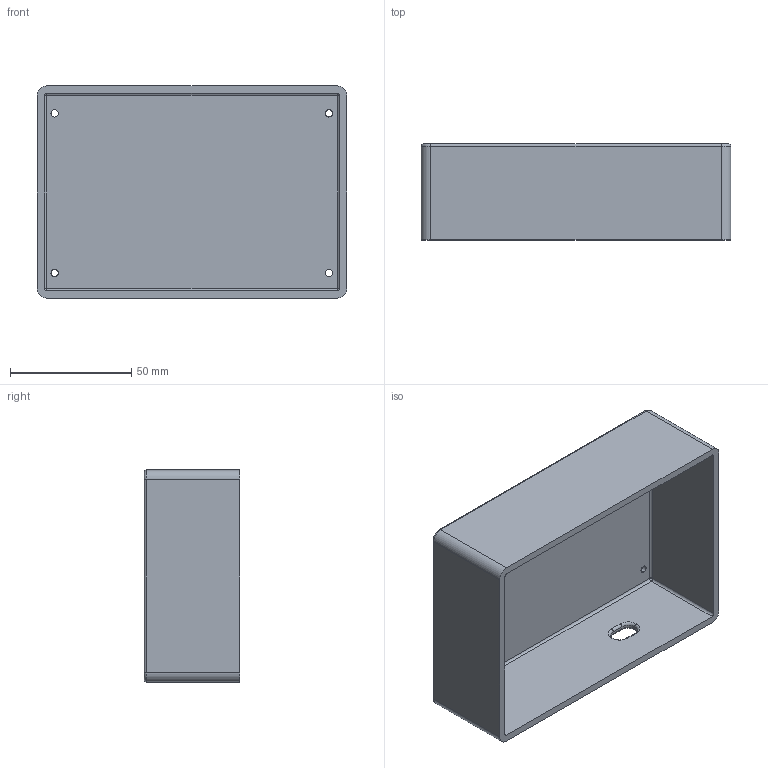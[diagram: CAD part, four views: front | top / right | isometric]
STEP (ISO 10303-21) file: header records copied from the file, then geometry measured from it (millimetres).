
FILE_DESCRIPTION (( 'STEP AP203' ), '1' );
FILE_NAME ('ToolLogKioskShell3.0.STEP', '2024-11-14T19:39:10', ( '' ), ( '' ), 'SwSTEP 2.0', 'SolidWorks 2020', '' );
FILE_SCHEMA (( 'CONFIG_CONTROL_DESIGN' ));
Length unit declared in the file: millimetre
Products named in the file (1): ToolLogKioskShell3.0
Bounding box: 127.7 x 39.5 x 87.4 mm (x, y, z)
Volume: 78379.9 mm3; surface area: 53367.8 mm2
Topology: 1 solids, 1 shells, 74 faces, 173 edges, 98 vertices
Faces by surface type: cylinder 31, torus 18, plane 13, cone 8, sphere 4
Entity records: 2178 total; most frequent: DIRECTION 419, CARTESIAN_POINT 342, ORIENTED_EDGE 338, AXIS2_PLACEMENT_3D 175, EDGE_CURVE 169, CIRCLE 100, VERTEX_POINT 98, EDGE_LOOP 85
